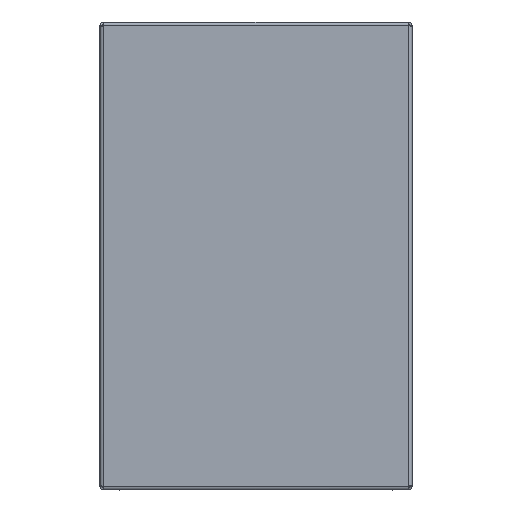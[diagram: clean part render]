
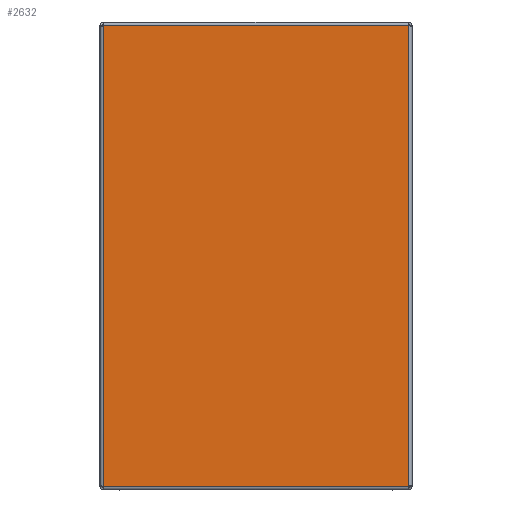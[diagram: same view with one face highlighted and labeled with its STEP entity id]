
A CAD part, front view. The second image highlights one B-rep face of the part: STEP entity #2632.
In plain terms, the highlighted planar face has unit normal (0, -1, 0).
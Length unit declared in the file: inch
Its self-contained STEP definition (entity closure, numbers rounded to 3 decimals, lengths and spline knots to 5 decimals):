
#49 = ORIENTED_EDGE ( 'NONE', *, *, #7705, .T. ) ;
#153 = VERTEX_POINT ( 'NONE', #208 ) ;
#208 = CARTESIAN_POINT ( 'NONE',  ( -7.83352, 0., -24.66504 ) ) ;
#237 = EDGE_CURVE ( 'NONE', #3870, #8470, #6408, .T. ) ;
#863 = CARTESIAN_POINT ( 'NONE',  ( -7.83352, 0., -0.99806 ) ) ;
#889 = VERTEX_POINT ( 'NONE', #863 ) ;
#1161 = VECTOR ( 'NONE', #7127, 39.37008 ) ;
#1494 = CARTESIAN_POINT ( 'NONE',  ( 7.83352, 0., -24.66504 ) ) ;
#1596 = VECTOR ( 'NONE', #7367, 39.37008 ) ;
#1600 = CARTESIAN_POINT ( 'NONE',  ( -16.9548, 0., -24.66504 ) ) ;
#1845 = PLANE ( 'NONE',  #6504 ) ;
#1944 = DIRECTION ( 'NONE',  ( 0., 0., -1. ) ) ;
#2030 = CARTESIAN_POINT ( 'NONE',  ( -7.83352, 0., 0. ) ) ;
#2200 = VECTOR ( 'NONE', #4800, 39.37008 ) ;
#2485 = CARTESIAN_POINT ( 'NONE',  ( -16.9548, 0., 0. ) ) ;
#2632 = ADVANCED_FACE ( 'NONE', ( #8726 ), #1845, .T. ) ;
#2772 = VECTOR ( 'NONE', #3609, 39.37008 ) ;
#2974 = LINE ( 'NONE', #1600, #1596 ) ;
#3083 = ORIENTED_EDGE ( 'NONE', *, *, #7594, .T. ) ;
#3249 = LINE ( 'NONE', #2030, #2200 ) ;
#3437 = LINE ( 'NONE', #6949, #2772 ) ;
#3609 = DIRECTION ( 'NONE',  ( -1., 0., 0. ) ) ;
#3870 = VERTEX_POINT ( 'NONE', #1494 ) ;
#3872 = ORIENTED_EDGE ( 'NONE', *, *, #8485, .T. ) ;
#3993 = DIRECTION ( 'NONE',  ( 0., -1., 0. ) ) ;
#4170 = EDGE_LOOP ( 'NONE', ( #3872, #49, #4620, #3083 ) ) ;
#4354 = CARTESIAN_POINT ( 'NONE',  ( 7.83352, 0., 0. ) ) ;
#4620 = ORIENTED_EDGE ( 'NONE', *, *, #237, .T. ) ;
#4800 = DIRECTION ( 'NONE',  ( 0., 0., -1. ) ) ;
#5979 = CARTESIAN_POINT ( 'NONE',  ( 7.83352, 0., -0.99806 ) ) ;
#6408 = LINE ( 'NONE', #4354, #1161 ) ;
#6504 = AXIS2_PLACEMENT_3D ( 'NONE', #2485, #3993, #1944 ) ;
#6949 = CARTESIAN_POINT ( 'NONE',  ( -16.9548, 0., -0.99806 ) ) ;
#7127 = DIRECTION ( 'NONE',  ( 0., 0., 1. ) ) ;
#7367 = DIRECTION ( 'NONE',  ( 1., 0., 0. ) ) ;
#7594 = EDGE_CURVE ( 'NONE', #8470, #889, #3437, .T. ) ;
#7705 = EDGE_CURVE ( 'NONE', #153, #3870, #2974, .T. ) ;
#8470 = VERTEX_POINT ( 'NONE', #5979 ) ;
#8485 = EDGE_CURVE ( 'NONE', #889, #153, #3249, .T. ) ;
#8726 = FACE_OUTER_BOUND ( 'NONE', #4170, .T. ) ;
